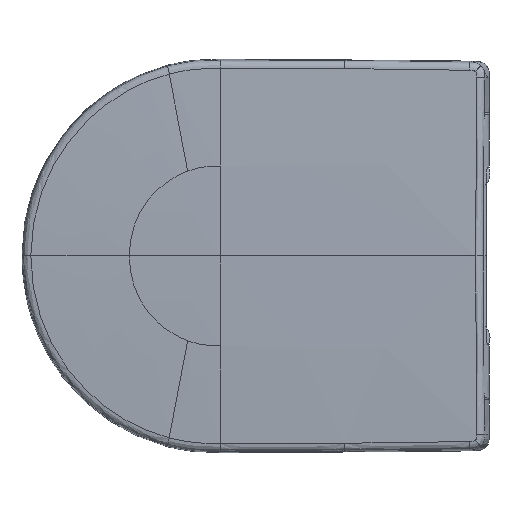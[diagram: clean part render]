
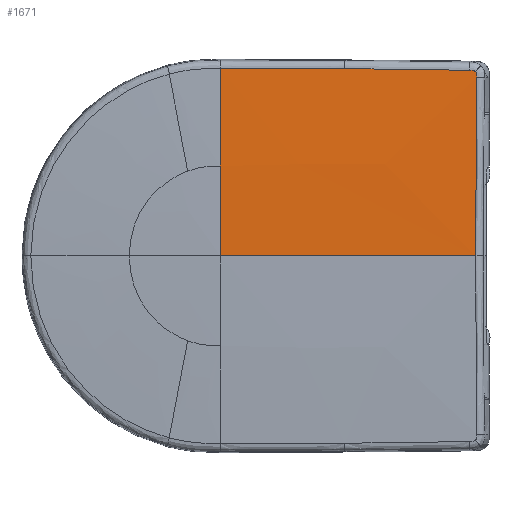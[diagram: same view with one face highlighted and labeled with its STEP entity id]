
A CAD part, top view. The second image highlights one B-rep face of the part: STEP entity #1671.
In plain terms, the highlighted free-form (B-spline) face has degree [2, 3] with [3, 4] control points.
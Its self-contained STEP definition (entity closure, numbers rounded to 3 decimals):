
#1046=(
BOUNDED_CURVE()
B_SPLINE_CURVE(2,(#38981,#38982,#38983),.UNSPECIFIED.,.F.,.F.)
B_SPLINE_CURVE_WITH_KNOTS((3,3),(0.,1.),.UNSPECIFIED.)
CURVE()
GEOMETRIC_REPRESENTATION_ITEM()
RATIONAL_B_SPLINE_CURVE((1.,1.,1.))
REPRESENTATION_ITEM('')
);
#1047=(
BOUNDED_CURVE()
B_SPLINE_CURVE(2,(#39032,#39033,#39034),.UNSPECIFIED.,.F.,.F.)
B_SPLINE_CURVE_WITH_KNOTS((3,3),(0.,1.),.UNSPECIFIED.)
CURVE()
GEOMETRIC_REPRESENTATION_ITEM()
RATIONAL_B_SPLINE_CURVE((1.,1.,1.))
REPRESENTATION_ITEM('')
);
#1048=(
BOUNDED_CURVE()
B_SPLINE_CURVE(3,(#39036,#39037,#39038,#39039),.UNSPECIFIED.,.F.,.F.)
B_SPLINE_CURVE_WITH_KNOTS((4,4),(0.,1.),.UNSPECIFIED.)
CURVE()
GEOMETRIC_REPRESENTATION_ITEM()
RATIONAL_B_SPLINE_CURVE((1.,1.,1.,1.))
REPRESENTATION_ITEM('')
);
#1049=(
BOUNDED_CURVE()
B_SPLINE_CURVE(6,(#39041,#39042,#39043,#39044,#39045,#39046,#39047),
 .UNSPECIFIED.,.F.,.F.)
B_SPLINE_CURVE_WITH_KNOTS((7,7),(0.,1.),.UNSPECIFIED.)
CURVE()
GEOMETRIC_REPRESENTATION_ITEM()
RATIONAL_B_SPLINE_CURVE((1.,1.,1.,1.,1.,1.,1.))
REPRESENTATION_ITEM('')
);
#1050=(
BOUNDED_CURVE()
B_SPLINE_CURVE(6,(#39049,#39050,#39051,#39052,#39053,#39054,#39055),
 .UNSPECIFIED.,.F.,.F.)
B_SPLINE_CURVE_WITH_KNOTS((7,7),(0.,1.),.UNSPECIFIED.)
CURVE()
GEOMETRIC_REPRESENTATION_ITEM()
RATIONAL_B_SPLINE_CURVE((1.,1.,1.,1.,1.,1.,1.))
REPRESENTATION_ITEM('')
);
#1051=(
BOUNDED_CURVE()
B_SPLINE_CURVE(6,(#39057,#39058,#39059,#39060,#39061,#39062,#39063),
 .UNSPECIFIED.,.F.,.F.)
B_SPLINE_CURVE_WITH_KNOTS((7,7),(0.,1.),.UNSPECIFIED.)
CURVE()
GEOMETRIC_REPRESENTATION_ITEM()
RATIONAL_B_SPLINE_CURVE((1.,1.,1.,1.,1.,1.,1.))
REPRESENTATION_ITEM('')
);
#1052=(
BOUNDED_CURVE()
B_SPLINE_CURVE(6,(#39065,#39066,#39067,#39068,#39069,#39070,#39071),
 .UNSPECIFIED.,.F.,.F.)
B_SPLINE_CURVE_WITH_KNOTS((7,7),(0.,1.),.UNSPECIFIED.)
CURVE()
GEOMETRIC_REPRESENTATION_ITEM()
RATIONAL_B_SPLINE_CURVE((1.,1.,1.,1.,1.,1.,1.))
REPRESENTATION_ITEM('')
);
#1053=(
BOUNDED_CURVE()
B_SPLINE_CURVE(6,(#39073,#39074,#39075,#39076,#39077,#39078,#39079),
 .UNSPECIFIED.,.F.,.F.)
B_SPLINE_CURVE_WITH_KNOTS((7,7),(0.,1.),.UNSPECIFIED.)
CURVE()
GEOMETRIC_REPRESENTATION_ITEM()
RATIONAL_B_SPLINE_CURVE((1.,1.,1.,1.,1.,1.,1.))
REPRESENTATION_ITEM('')
);
#1671=ADVANCED_FACE('trim region',(#2895),#2298,.T.);
#2298=B_SPLINE_SURFACE_WITH_KNOTS('',2,3,((#39080,#39081,#39082,#39083),
(#39084,#39085,#39086,#39087),(#39088,#39089,#39090,#39091)),
 .UNSPECIFIED.,.F.,.F.,.F.,(3,3),(4,4),(0.,1.),(0.,1.),.UNSPECIFIED.);
#2895=FACE_OUTER_BOUND('',#3537,.T.);
#3537=EDGE_LOOP('',(#6707,#6708,#6709,#6710,#6711,#6712,#6713,#6714));
#6707=ORIENTED_EDGE('',*,*,#9894,.T.);
#6708=ORIENTED_EDGE('',*,*,#9896,.T.);
#6709=ORIENTED_EDGE('',*,*,#9897,.T.);
#6710=ORIENTED_EDGE('',*,*,#9898,.F.);
#6711=ORIENTED_EDGE('',*,*,#9899,.F.);
#6712=ORIENTED_EDGE('',*,*,#9900,.F.);
#6713=ORIENTED_EDGE('',*,*,#9901,.F.);
#6714=ORIENTED_EDGE('',*,*,#9902,.F.);
#8466=VERTEX_POINT('',#38980);
#8467=VERTEX_POINT('',#38984);
#8468=VERTEX_POINT('',#39035);
#8469=VERTEX_POINT('',#39040);
#8470=VERTEX_POINT('',#39048);
#8471=VERTEX_POINT('',#39056);
#8472=VERTEX_POINT('',#39064);
#8473=VERTEX_POINT('',#39072);
#9894=EDGE_CURVE('Edge Curve',#8467,#8466,#1046,.T.);
#9896=EDGE_CURVE('Edge Curve',#8466,#8468,#1047,.T.);
#9897=EDGE_CURVE('Edge Curve',#8468,#8469,#1048,.T.);
#9898=EDGE_CURVE('Edge Curve',#8470,#8469,#1049,.T.);
#9899=EDGE_CURVE('Edge Curve',#8471,#8470,#1050,.T.);
#9900=EDGE_CURVE('Edge Curve',#8472,#8471,#1051,.T.);
#9901=EDGE_CURVE('Edge Curve',#8473,#8472,#1052,.T.);
#9902=EDGE_CURVE('Edge Curve',#8467,#8473,#1053,.T.);
#38980=CARTESIAN_POINT('',(-240.359,85.497,22.269));
#38981=CARTESIAN_POINT('',(-240.373,178.32,19.089));
#38982=CARTESIAN_POINT('',(-240.363,130.86,21.222));
#38983=CARTESIAN_POINT('',(-240.359,85.495,22.269));
#38984=CARTESIAN_POINT('',(-240.373,178.323,19.089));
#39032=CARTESIAN_POINT('',(-240.359,85.499,22.269));
#39033=CARTESIAN_POINT('',(-240.354,41.777,23.277));
#39034=CARTESIAN_POINT('',(-240.354,0.,23.277));
#39035=CARTESIAN_POINT('',(-240.354,0.,23.277));
#39036=CARTESIAN_POINT('',(-240.354,0.,23.277));
#39037=CARTESIAN_POINT('',(-170.158,0.,24.637));
#39038=CARTESIAN_POINT('',(-87.385,0.,25.258));
#39039=CARTESIAN_POINT('',(2.212,0.,25.309));
#39040=CARTESIAN_POINT('',(2.212,0.,25.309));
#39041=CARTESIAN_POINT('',(3.457,169.612,21.979));
#39042=CARTESIAN_POINT('',(3.08,141.358,23.049));
#39043=CARTESIAN_POINT('',(2.754,113.096,23.929));
#39044=CARTESIAN_POINT('',(2.487,84.827,24.606));
#39045=CARTESIAN_POINT('',(2.308,56.554,25.07));
#39046=CARTESIAN_POINT('',(2.212,28.277,25.309));
#39047=CARTESIAN_POINT('',(2.212,0.,25.309));
#39048=CARTESIAN_POINT('',(3.457,169.612,21.979));
#39049=CARTESIAN_POINT('',(2.125,175.294,21.747));
#39050=CARTESIAN_POINT('',(2.881,174.634,21.78));
#39051=CARTESIAN_POINT('',(3.361,173.648,21.823));
#39052=CARTESIAN_POINT('',(3.397,172.594,21.864));
#39053=CARTESIAN_POINT('',(3.502,171.632,21.902));
#39054=CARTESIAN_POINT('',(3.47,170.616,21.94));
#39055=CARTESIAN_POINT('',(3.457,169.612,21.979));
#39056=CARTESIAN_POINT('',(2.125,175.294,21.747));
#39057=CARTESIAN_POINT('',(-3.599,176.512,21.644));
#39058=CARTESIAN_POINT('',(-2.608,176.494,21.654));
#39059=CARTESIAN_POINT('',(-1.614,176.483,21.664));
#39060=CARTESIAN_POINT('',(-0.616,176.398,21.677));
#39061=CARTESIAN_POINT('',(0.36,176.291,21.691));
#39062=CARTESIAN_POINT('',(1.375,175.948,21.714));
#39063=CARTESIAN_POINT('',(2.125,175.294,21.747));
#39064=CARTESIAN_POINT('',(-3.599,176.512,21.644));
#39065=CARTESIAN_POINT('',(-121.983,178.089,20.402));
#39066=CARTESIAN_POINT('',(-102.251,177.928,20.614));
#39067=CARTESIAN_POINT('',(-82.52,177.723,20.824));
#39068=CARTESIAN_POINT('',(-62.789,177.476,21.032));
#39069=CARTESIAN_POINT('',(-43.058,177.19,21.238));
#39070=CARTESIAN_POINT('',(-23.328,176.868,21.442));
#39071=CARTESIAN_POINT('',(-3.599,176.512,21.644));
#39072=CARTESIAN_POINT('',(-121.983,178.089,20.402));
#39073=CARTESIAN_POINT('',(-240.373,178.32,19.089));
#39074=CARTESIAN_POINT('',(-220.641,178.418,19.316));
#39075=CARTESIAN_POINT('',(-200.909,178.455,19.539));
#39076=CARTESIAN_POINT('',(-181.177,178.437,19.759));
#39077=CARTESIAN_POINT('',(-161.445,178.368,19.976));
#39078=CARTESIAN_POINT('',(-141.714,178.251,20.19));
#39079=CARTESIAN_POINT('',(-121.983,178.089,20.402));
#39080=CARTESIAN_POINT('',(4.583,0.,25.31));
#39081=CARTESIAN_POINT('',(-85.925,0.,25.269));
#39082=CARTESIAN_POINT('',(-169.54,0.,24.649));
#39083=CARTESIAN_POINT('',(-240.354,0.,23.277));
#39084=CARTESIAN_POINT('',(4.583,85.648,25.31));
#39085=CARTESIAN_POINT('',(-85.925,85.609,25.269));
#39086=CARTESIAN_POINT('',(-169.54,85.646,24.649));
#39087=CARTESIAN_POINT('',(-240.354,85.643,23.277));
#39088=CARTESIAN_POINT('',(5.127,177.622,21.684));
#39089=CARTESIAN_POINT('',(-84.914,179.174,20.756));
#39090=CARTESIAN_POINT('',(-166.867,179.776,19.878));
#39091=CARTESIAN_POINT('',(-240.373,179.463,19.038));
